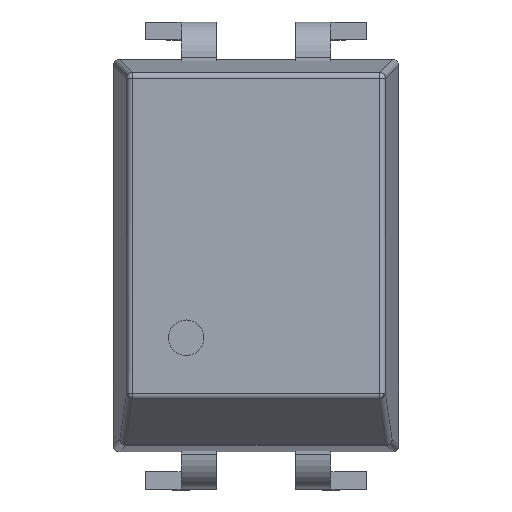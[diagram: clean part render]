
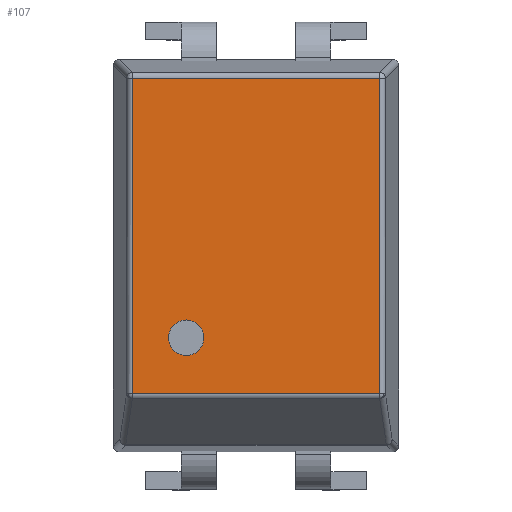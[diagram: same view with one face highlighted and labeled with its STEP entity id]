
A CAD part, top view. The second image highlights one B-rep face of the part: STEP entity #107.
In plain terms, the highlighted planar face has unit normal (0, 0, 1).
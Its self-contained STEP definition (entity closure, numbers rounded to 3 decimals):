
#107=ADVANCED_FACE('',(#1308,#1310),#1312,.T.);
#1308=FACE_BOUND('',#1309,.T.);
#1309=EDGE_LOOP('',(#2307,#2308,#2309,#2310));
#1310=FACE_BOUND('',#1311,.T.);
#1311=EDGE_LOOP('',(#2311));
#1312=PLANE('',#1313);
#1313=AXIS2_PLACEMENT_3D('',#1314,#1315,#1316);
#1314=CARTESIAN_POINT('',(0.,0.,4.6));
#1315=DIRECTION('',(0.,0.,1.));
#1316=DIRECTION('',(1.,0.,0.));
#2307=ORIENTED_EDGE('',*,*,#2885,.T.);
#2308=ORIENTED_EDGE('',*,*,#2886,.T.);
#2309=ORIENTED_EDGE('',*,*,#2887,.T.);
#2310=ORIENTED_EDGE('',*,*,#2888,.T.);
#2311=ORIENTED_EDGE('',*,*,#2884,.F.);
#2884=EDGE_CURVE('',#3173,#3173,#3174,.T.);
#2885=EDGE_CURVE('',#3175,#3176,#3177,.T.);
#2886=EDGE_CURVE('',#3176,#3178,#3179,.T.);
#2887=EDGE_CURVE('',#3178,#3180,#3181,.T.);
#2888=EDGE_CURVE('',#3180,#3175,#3182,.F.);
#3173=VERTEX_POINT('',#3633);
#3174=CIRCLE('',#3634,0.3);
#3175=VERTEX_POINT('',#3638);
#3176=VERTEX_POINT('',#3639);
#3177=LINE('',#3640,#3641);
#3178=VERTEX_POINT('',#3643);
#3179=LINE('',#3644,#3645);
#3180=VERTEX_POINT('',#3647);
#3181=LINE('',#3648,#3649);
#3182=LINE('',#3651,#3652);
#3633=CARTESIAN_POINT('',(0.388,2.418,4.6));
#3634=AXIS2_PLACEMENT_3D('',#3635,#3636,#3637);
#3635=CARTESIAN_POINT('',(0.088,2.418,4.6));
#3636=DIRECTION('',(0.,0.,1.));
#3637=DIRECTION('',(1.,0.,0.));
#3638=CARTESIAN_POINT('',(3.363,1.465,4.6));
#3639=CARTESIAN_POINT('',(3.363,6.813,4.6));
#3640=CARTESIAN_POINT('',(3.363,1.465,4.6));
#3641=VECTOR('',#3642,1.);
#3642=DIRECTION('',(0.,1.,0.));
#3643=CARTESIAN_POINT('',(-0.823,6.813,4.6));
#3644=CARTESIAN_POINT('',(3.363,6.813,4.6));
#3645=VECTOR('',#3646,1.);
#3646=DIRECTION('',(-1.,0.,0.));
#3647=CARTESIAN_POINT('',(-0.823,1.465,4.6));
#3648=CARTESIAN_POINT('',(-0.823,6.813,4.6));
#3649=VECTOR('',#3650,1.);
#3650=DIRECTION('',(0.,-1.,0.));
#3651=CARTESIAN_POINT('',(3.363,1.465,4.6));
#3652=VECTOR('',#3653,1.);
#3653=DIRECTION('',(-1.,0.,0.));
